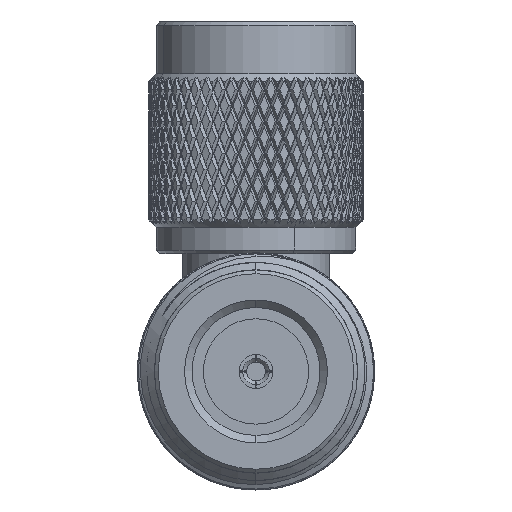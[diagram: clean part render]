
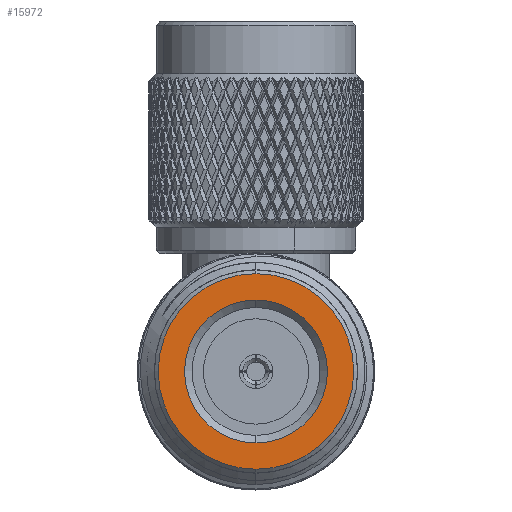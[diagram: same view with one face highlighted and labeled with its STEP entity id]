
A CAD part, left-side view. The second image highlights one B-rep face of the part: STEP entity #15972.
In plain terms, the highlighted planar face has unit normal (-1, 0, 0).
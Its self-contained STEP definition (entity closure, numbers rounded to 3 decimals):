
#6389 = ORIENTED_EDGE ( 'NONE', *, *, #144982, .F. ) ;
#8045 = DIRECTION ( 'NONE',  ( 0., 0., 1. ) ) ;
#9295 = CARTESIAN_POINT ( 'NONE',  ( 0., 0., 0. ) ) ;
#10248 = FACE_OUTER_BOUND ( 'NONE', #64530, .T. ) ;
#15083 = VERTEX_POINT ( 'NONE', #34362 ) ;
#15972 = ADVANCED_FACE ( 'NONE', ( #120689, #10248 ), #36156, .T. ) ;
#26917 = DIRECTION ( 'NONE',  ( 1., 0., 0. ) ) ;
#27716 = DIRECTION ( 'NONE',  ( 0., 0., -1. ) ) ;
#32076 = AXIS2_PLACEMENT_3D ( 'NONE', #159073, #37916, #133212 ) ;
#34362 = CARTESIAN_POINT ( 'NONE',  ( 0., 0., 6.604 ) ) ;
#36156 = PLANE ( 'NONE',  #32076 ) ;
#37916 = DIRECTION ( 'NONE',  ( -1., 0., 0. ) ) ;
#38320 = ORIENTED_EDGE ( 'NONE', *, *, #69216, .T. ) ;
#51159 = VERTEX_POINT ( 'NONE', #158037 ) ;
#52331 = CARTESIAN_POINT ( 'NONE',  ( 0., 0., -4.826 ) ) ;
#52788 = CARTESIAN_POINT ( 'NONE',  ( 0., 0., 0. ) ) ;
#64530 = EDGE_LOOP ( 'NONE', ( #6389, #124426 ) ) ;
#69216 = EDGE_CURVE ( 'NONE', #72232, #51159, #91559, .T. ) ;
#72232 = VERTEX_POINT ( 'NONE', #52331 ) ;
#80407 = DIRECTION ( 'NONE',  ( 0., 0., 1. ) ) ;
#85301 = AXIS2_PLACEMENT_3D ( 'NONE', #164073, #26917, #80407 ) ;
#87411 = DIRECTION ( 'NONE',  ( 1., 0., 0. ) ) ;
#88263 = CARTESIAN_POINT ( 'NONE',  ( 0., 0., 0. ) ) ;
#91005 = CIRCLE ( 'NONE', #85301, 4.826 ) ;
#91559 = CIRCLE ( 'NONE', #134204, 4.826 ) ;
#102279 = VERTEX_POINT ( 'NONE', #139710 ) ;
#104340 = CIRCLE ( 'NONE', #115792, 6.604 ) ;
#113547 = EDGE_LOOP ( 'NONE', ( #148819, #38320 ) ) ;
#115792 = AXIS2_PLACEMENT_3D ( 'NONE', #52788, #122121, #27716 ) ;
#116245 = EDGE_CURVE ( 'NONE', #15083, #102279, #104340, .T. ) ;
#120689 = FACE_BOUND ( 'NONE', #113547, .T. ) ;
#122121 = DIRECTION ( 'NONE',  ( 1., 0., 0. ) ) ;
#124426 = ORIENTED_EDGE ( 'NONE', *, *, #116245, .F. ) ;
#131115 = CIRCLE ( 'NONE', #139676, 6.604 ) ;
#133212 = DIRECTION ( 'NONE',  ( 0., 0., 1. ) ) ;
#134204 = AXIS2_PLACEMENT_3D ( 'NONE', #88263, #87411, #8045 ) ;
#139676 = AXIS2_PLACEMENT_3D ( 'NONE', #9295, #157260, #141272 ) ;
#139710 = CARTESIAN_POINT ( 'NONE',  ( 0., 0., -6.604 ) ) ;
#139718 = EDGE_CURVE ( 'NONE', #51159, #72232, #91005, .T. ) ;
#141272 = DIRECTION ( 'NONE',  ( 0., 0., -1. ) ) ;
#144982 = EDGE_CURVE ( 'NONE', #102279, #15083, #131115, .T. ) ;
#148819 = ORIENTED_EDGE ( 'NONE', *, *, #139718, .T. ) ;
#157260 = DIRECTION ( 'NONE',  ( 1., 0., 0. ) ) ;
#158037 = CARTESIAN_POINT ( 'NONE',  ( 0., 0., 4.826 ) ) ;
#159073 = CARTESIAN_POINT ( 'NONE',  ( 0., 0., 0. ) ) ;
#164073 = CARTESIAN_POINT ( 'NONE',  ( 0., 0., 0. ) ) ;
